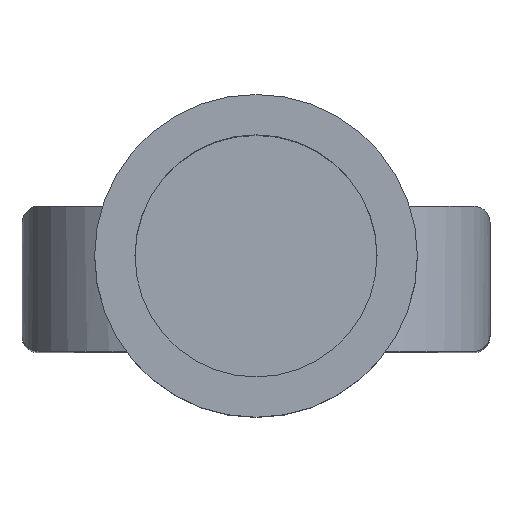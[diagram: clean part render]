
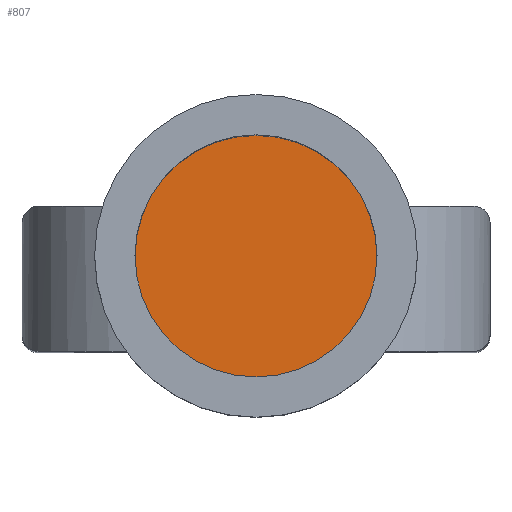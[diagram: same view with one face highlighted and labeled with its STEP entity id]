
A CAD part, top view. The second image highlights one B-rep face of the part: STEP entity #807.
In plain terms, the highlighted planar face has unit normal (0, 0, 1).
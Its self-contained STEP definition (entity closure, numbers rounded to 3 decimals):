
#229 = CIRCLE ( 'NONE', #316, 1.5 ) ;
#261 = EDGE_LOOP ( 'NONE', ( #836, #2090 ) ) ;
#316 = AXIS2_PLACEMENT_3D ( 'NONE', #876, #2369, #654 ) ;
#327 = VERTEX_POINT ( 'NONE', #3110 ) ;
#439 = DIRECTION ( 'NONE',  ( 0., 0., 1. ) ) ;
#518 = AXIS2_PLACEMENT_3D ( 'NONE', #2125, #439, #2618 ) ;
#654 = DIRECTION ( 'NONE',  ( 1., 0., 0. ) ) ;
#678 = AXIS2_PLACEMENT_3D ( 'NONE', #2538, #2259, #2002 ) ;
#807 = ADVANCED_FACE ( 'NONE', ( #1391 ), #1415, .T. ) ;
#836 = ORIENTED_EDGE ( 'NONE', *, *, #1426, .T. ) ;
#876 = CARTESIAN_POINT ( 'NONE',  ( 0., 1.174, 11.4 ) ) ;
#1391 = FACE_OUTER_BOUND ( 'NONE', #261, .T. ) ;
#1415 = PLANE ( 'NONE',  #518 ) ;
#1426 = EDGE_CURVE ( 'NONE', #3083, #327, #229, .T. ) ;
#2002 = DIRECTION ( 'NONE',  ( 1., 0., 0. ) ) ;
#2090 = ORIENTED_EDGE ( 'NONE', *, *, #2943, .T. ) ;
#2115 = CARTESIAN_POINT ( 'NONE',  ( 1.5, 1.174, 11.4 ) ) ;
#2125 = CARTESIAN_POINT ( 'NONE',  ( 0., 1.174, 11.4 ) ) ;
#2259 = DIRECTION ( 'NONE',  ( 0., 0., 1. ) ) ;
#2369 = DIRECTION ( 'NONE',  ( 0., 0., 1. ) ) ;
#2538 = CARTESIAN_POINT ( 'NONE',  ( 0., 1.174, 11.4 ) ) ;
#2618 = DIRECTION ( 'NONE',  ( 1., 0., 0. ) ) ;
#2844 = CIRCLE ( 'NONE', #678, 1.5 ) ;
#2943 = EDGE_CURVE ( 'NONE', #327, #3083, #2844, .T. ) ;
#3083 = VERTEX_POINT ( 'NONE', #2115 ) ;
#3110 = CARTESIAN_POINT ( 'NONE',  ( -1.5, 1.174, 11.4 ) ) ;
